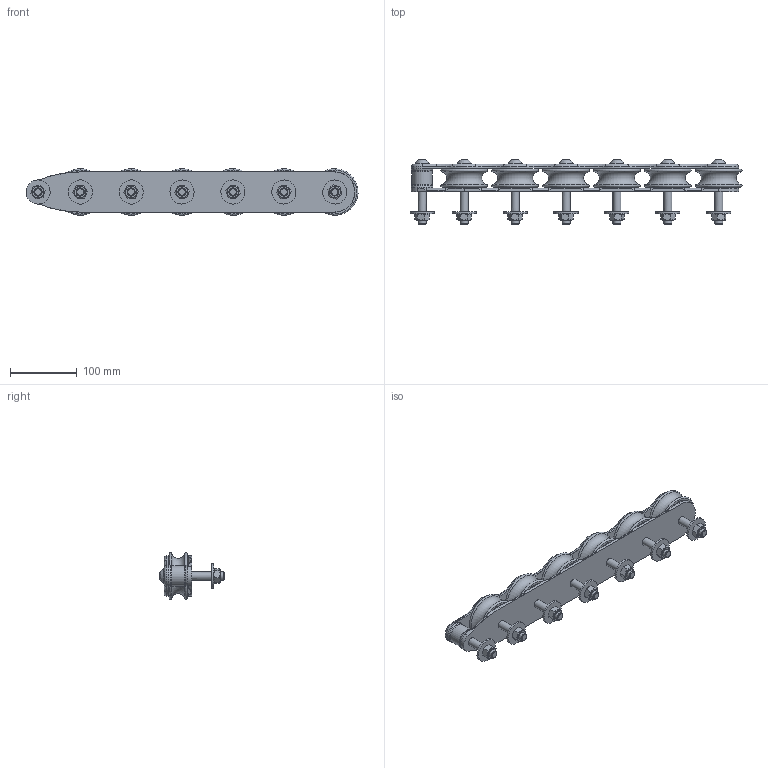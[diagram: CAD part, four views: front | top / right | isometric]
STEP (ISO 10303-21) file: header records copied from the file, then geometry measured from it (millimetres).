
FILE_DESCRIPTION(/* description */ (''),/* implementation_level */ '2;1');
FILE_NAME(/* name */ 'D760.stp',/* time_stamp */ '2021-05-27T12:58:39+02:00',/* author */ ('lucade'),/* organization */ (''),/* preprocessor_version */ 'ST-DEVELOPER v18.1',/* originating_system */ 'Autodesk Inventor 2021',/* authorisation */ '');
FILE_SCHEMA (('AUTOMOTIVE_DESIGN { 1 0 10303 214 3 1 1 }'));
Length unit declared in the file: millimetre
Products named in the file (1): 21052704
Bounding box: 495.69 x 96.6 x 69.5 mm (x, y, z)
Volume: 840299.7 mm3; surface area: 231320.5 mm2
Topology: 1 solids, 10 shells, 914 faces, 1647 edges, 1154 vertices
Faces by surface type: sphere 324, plane 232, cylinder 144, torus 142, cone 65, bspline 7
Full cylindrical faces by diameter (mm): 12 x21, 12.1 x7, 12.2 x7, 13 x7, 14 x7, 14.1 x7, 20 x14, 24.5 x7, 24.6 x7, 30 x1, 32 x2, 36 x7, 60 x12
Entity records: 23340 total; most frequent: DIRECTION 4409, CARTESIAN_POINT 4379, ORIENTED_EDGE 3280, AXIS2_PLACEMENT_3D 2020, EDGE_CURVE 1640, EDGE_LOOP 1352, VERTEX_POINT 1154, CIRCLE 1112
